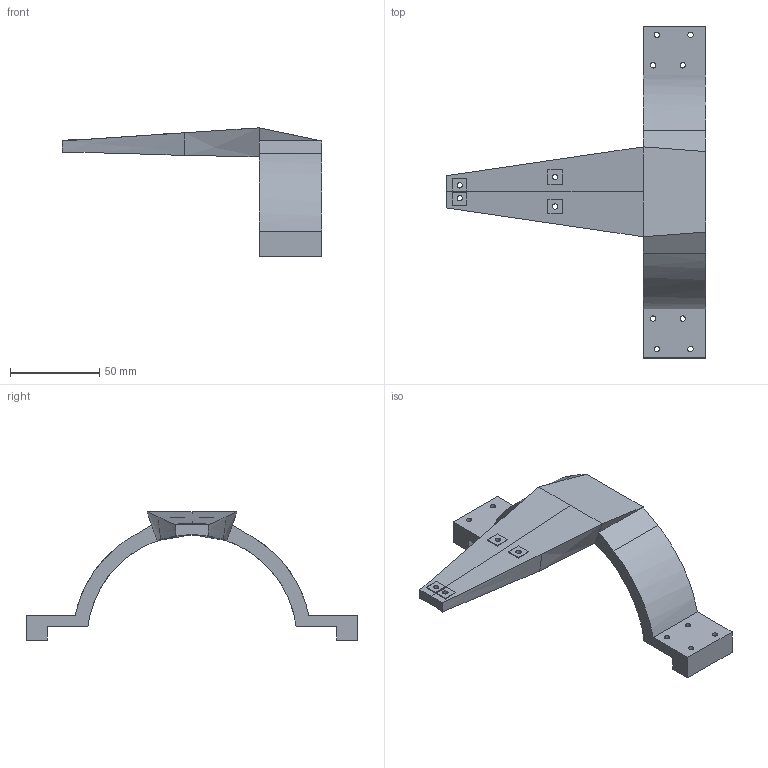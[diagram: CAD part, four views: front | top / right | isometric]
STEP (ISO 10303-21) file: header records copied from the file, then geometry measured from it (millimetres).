
FILE_DESCRIPTION(/* description */ (''),/* implementation_level */ '2;1');
FILE_NAME(/* name */ 'CLAMPP~1',/* time_stamp */ '2017-11-18T16:19:05+01:00',/* author */ (''),/* organization */ (''),/* preprocessor_version */ 'ST-DEVELOPER v15',/* originating_system */ '',/* authorisation */ '');
FILE_SCHEMA (('AUTOMOTIVE_DESIGN'));
Length unit declared in the file: millimetre
Products named in the file (1): Document
Bounding box: 145 x 185.59 x 71.73 mm (x, y, z)
Surface area: 32877.1 mm2 (no closed solid volume)
Topology: 0 solids, 2 shells, 83 faces, 233 edges, 145 vertices
Faces by surface type: bspline 62, plane 21
Entity records: 4161 total; most frequent: CARTESIAN_POINT 2826, ORIENTED_EDGE 441, EDGE_CURVE 231, VERTEX_POINT 145, EDGE_LOOP 109, B_SPLINE_CURVE_WITH_KNOTS 93, ADVANCED_FACE 83, FACE_OUTER_BOUND 83
